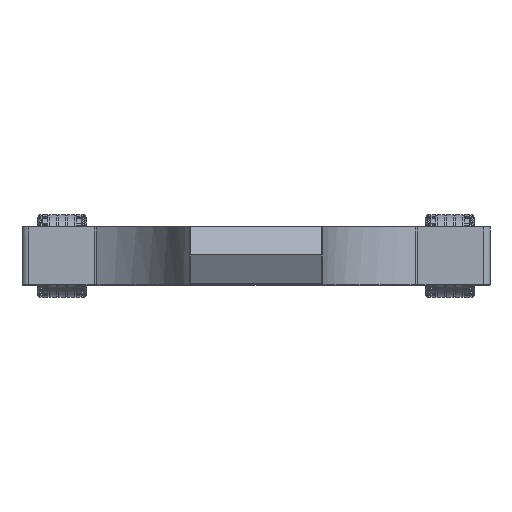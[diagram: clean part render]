
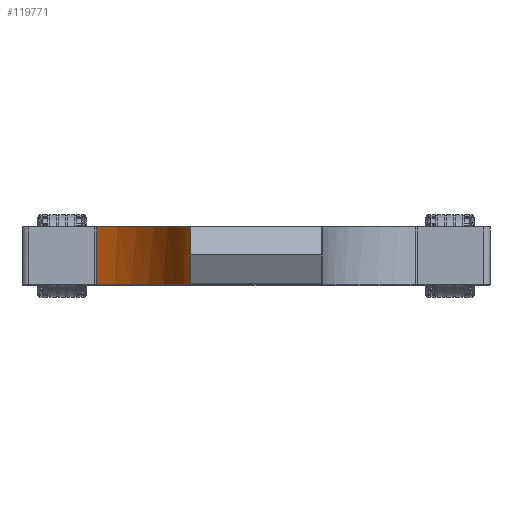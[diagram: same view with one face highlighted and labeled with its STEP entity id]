
A CAD part, top view. The second image highlights one B-rep face of the part: STEP entity #119771.
In plain terms, the highlighted free-form (B-spline) face has degree [2, 1] with [3, 2] control points.
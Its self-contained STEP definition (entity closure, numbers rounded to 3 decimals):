
#119214 = VERTEX_POINT('',#119215);
#119215 = CARTESIAN_POINT('',(-24.472,-2.447,0.));
#119220 = EDGE_CURVE('',#119214,#119221,#119223,.T.);
#119221 = VERTEX_POINT('',#119222);
#119222 = CARTESIAN_POINT('',(-58.224,-2.447,
    -45.44));
#119223 = ( BOUNDED_CURVE() B_SPLINE_CURVE(2,(#119224,#119225,#119226),
.UNSPECIFIED.,.F.,.F.) B_SPLINE_CURVE_WITH_KNOTS((3,3),(0.,
0.97),.PIECEWISE_BEZIER_KNOTS.) CURVE() 
GEOMETRIC_REPRESENTATION_ITEM() RATIONAL_B_SPLINE_CURVE((1.,
0.885,1.)) REPRESENTATION_ITEM('') );
#119224 = CARTESIAN_POINT('',(-24.472,-2.447,
    0.));
#119225 = CARTESIAN_POINT('',(-29.382,-2.447,
    -31.608));
#119226 = CARTESIAN_POINT('',(-58.224,-2.447,
    -45.44));
#119752 = VERTEX_POINT('',#119753);
#119753 = CARTESIAN_POINT('',(-58.224,18.762,
    -45.44));
#119759 = EDGE_CURVE('',#119221,#119752,#119760,.T.);
#119760 = B_SPLINE_CURVE_WITH_KNOTS('',1,(#119761,#119762),
  .UNSPECIFIED.,.F.,.F.,(2,2),(-3.,23.),.PIECEWISE_BEZIER_KNOTS.);
#119761 = CARTESIAN_POINT('',(-58.224,-2.447,
    -45.44));
#119762 = CARTESIAN_POINT('',(-58.224,18.762,
    -45.44));
#119771 = ADVANCED_FACE('',(#119772),#119789,.F.);
#119772 = FACE_BOUND('',#119773,.F.);
#119773 = EDGE_LOOP('',(#119774,#119782,#119787,#119788));
#119774 = ORIENTED_EDGE('',*,*,#119775,.T.);
#119775 = EDGE_CURVE('',#119752,#119776,#119778,.T.);
#119776 = VERTEX_POINT('',#119777);
#119777 = CARTESIAN_POINT('',(-24.472,18.762,0.));
#119778 = ( BOUNDED_CURVE() B_SPLINE_CURVE(2,(#119779,#119780,#119781),
.UNSPECIFIED.,.F.,.F.) B_SPLINE_CURVE_WITH_KNOTS((3,3),(5.314,
6.283),.PIECEWISE_BEZIER_KNOTS.) CURVE() 
GEOMETRIC_REPRESENTATION_ITEM() RATIONAL_B_SPLINE_CURVE((1.,
0.885,1.)) REPRESENTATION_ITEM('') );
#119779 = CARTESIAN_POINT('',(-58.224,18.762,
    -45.44));
#119780 = CARTESIAN_POINT('',(-29.382,18.762,
    -31.608));
#119781 = CARTESIAN_POINT('',(-24.472,18.762,
    0.));
#119782 = ORIENTED_EDGE('',*,*,#119783,.F.);
#119783 = EDGE_CURVE('',#119214,#119776,#119784,.T.);
#119784 = B_SPLINE_CURVE_WITH_KNOTS('',1,(#119785,#119786),
  .UNSPECIFIED.,.F.,.F.,(2,2),(-3.,23.),.PIECEWISE_BEZIER_KNOTS.);
#119785 = CARTESIAN_POINT('',(-24.472,-2.447,0.));
#119786 = CARTESIAN_POINT('',(-24.472,18.762,0.));
#119787 = ORIENTED_EDGE('',*,*,#119220,.T.);
#119788 = ORIENTED_EDGE('',*,*,#119759,.T.);
#119789 = ( BOUNDED_SURFACE() B_SPLINE_SURFACE(2,1,(
    (#119790,#119791)
    ,(#119792,#119793)
    ,(#119794,#119795
)),.UNSPECIFIED.,.F.,.F.,.F.) B_SPLINE_SURFACE_WITH_KNOTS((3,3),(2,2),(
    0.,0.97),(-3.,23.),.PIECEWISE_BEZIER_KNOTS.) 
GEOMETRIC_REPRESENTATION_ITEM() RATIONAL_B_SPLINE_SURFACE((
    (1.,1.)
    ,(0.885,0.885)
,(1.,1.))) REPRESENTATION_ITEM('') SURFACE() );
#119790 = CARTESIAN_POINT('',(-24.472,-2.447,
    0.));
#119791 = CARTESIAN_POINT('',(-24.472,18.762,
    0.));
#119792 = CARTESIAN_POINT('',(-29.382,-2.447,
    -31.608));
#119793 = CARTESIAN_POINT('',(-29.382,18.762,
    -31.608));
#119794 = CARTESIAN_POINT('',(-58.224,-2.447,
    -45.44));
#119795 = CARTESIAN_POINT('',(-58.224,18.762,
    -45.44));
